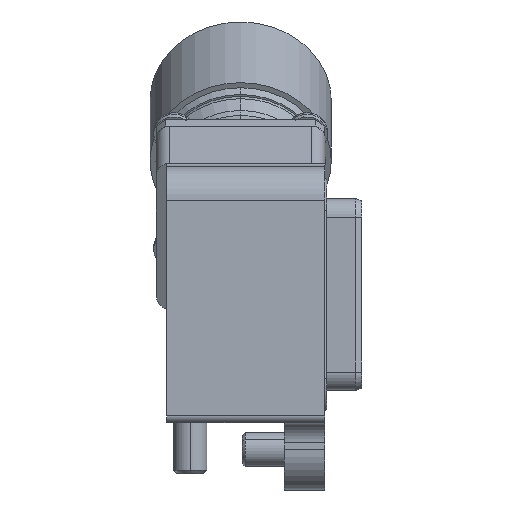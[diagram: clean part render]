
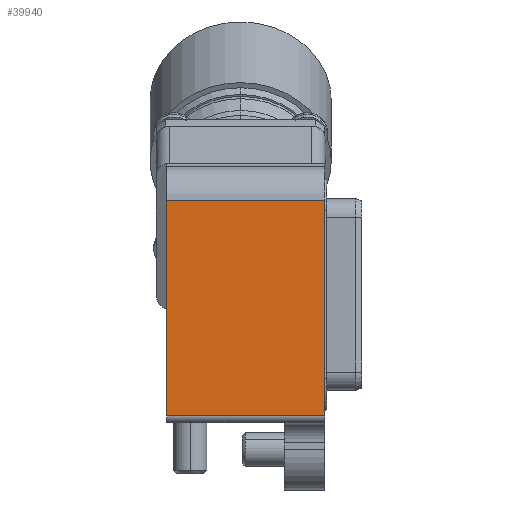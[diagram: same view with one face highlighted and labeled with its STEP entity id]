
A CAD part, left-side view. The second image highlights one B-rep face of the part: STEP entity #39940.
In plain terms, the highlighted planar face has unit normal (-1, 0, 0).
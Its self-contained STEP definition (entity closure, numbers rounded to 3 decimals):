
#1973 = CARTESIAN_POINT ( 'NONE',  ( -29., -12., 33. ) ) ;
#3223 = CARTESIAN_POINT ( 'NONE',  ( -29., -12., 1. ) ) ;
#3660 = EDGE_CURVE ( 'NONE', #11562, #33061, #24910, .T. ) ;
#4625 = DIRECTION ( 'NONE',  ( 0., 0., -1. ) ) ;
#7082 = ORIENTED_EDGE ( 'NONE', *, *, #16535, .F. ) ;
#9585 = AXIS2_PLACEMENT_3D ( 'NONE', #14507, #49515, #4625 ) ;
#11562 = VERTEX_POINT ( 'NONE', #23272 ) ;
#14507 = CARTESIAN_POINT ( 'NONE',  ( -29., -12., 45. ) ) ;
#15131 = ORIENTED_EDGE ( 'NONE', *, *, #22401, .T. ) ;
#16535 = EDGE_CURVE ( 'NONE', #62712, #56286, #56556, .T. ) ;
#22401 = EDGE_CURVE ( 'NONE', #62712, #33061, #38847, .T. ) ;
#23272 = CARTESIAN_POINT ( 'NONE',  ( -29., 11.5, 1. ) ) ;
#24910 = LINE ( 'NONE', #45063, #64867 ) ;
#25517 = CARTESIAN_POINT ( 'NONE',  ( -29., -12., 45. ) ) ;
#25634 = CARTESIAN_POINT ( 'NONE',  ( -29., 11.5, 33. ) ) ;
#25957 = CARTESIAN_POINT ( 'NONE',  ( -29., -12., 1. ) ) ;
#33061 = VERTEX_POINT ( 'NONE', #25634 ) ;
#33642 = ORIENTED_EDGE ( 'NONE', *, *, #3660, .F. ) ;
#35528 = LINE ( 'NONE', #25957, #51632 ) ;
#35708 = ORIENTED_EDGE ( 'NONE', *, *, #41258, .T. ) ;
#37980 = VECTOR ( 'NONE', #61159, 1000. ) ;
#38847 = LINE ( 'NONE', #54062, #61731 ) ;
#39940 = ADVANCED_FACE ( 'NONE', ( #54818 ), #43589, .F. ) ;
#40434 = DIRECTION ( 'NONE',  ( 0., 0., 1. ) ) ;
#41258 = EDGE_CURVE ( 'NONE', #11562, #56286, #35528, .T. ) ;
#43589 = PLANE ( 'NONE',  #9585 ) ;
#43812 = DIRECTION ( 'NONE',  ( 0., 1., 0. ) ) ;
#45063 = CARTESIAN_POINT ( 'NONE',  ( -29., 11.5, 0. ) ) ;
#49515 = DIRECTION ( 'NONE',  ( 1., 0., 0. ) ) ;
#51371 = DIRECTION ( 'NONE',  ( 0., -1., 0. ) ) ;
#51632 = VECTOR ( 'NONE', #51371, 1000. ) ;
#52942 = EDGE_LOOP ( 'NONE', ( #33642, #35708, #7082, #15131 ) ) ;
#54062 = CARTESIAN_POINT ( 'NONE',  ( -29., -12., 33. ) ) ;
#54818 = FACE_OUTER_BOUND ( 'NONE', #52942, .T. ) ;
#56286 = VERTEX_POINT ( 'NONE', #3223 ) ;
#56556 = LINE ( 'NONE', #25517, #37980 ) ;
#61159 = DIRECTION ( 'NONE',  ( 0., 0., -1. ) ) ;
#61731 = VECTOR ( 'NONE', #43812, 1000. ) ;
#62712 = VERTEX_POINT ( 'NONE', #1973 ) ;
#64867 = VECTOR ( 'NONE', #40434, 1000. ) ;
